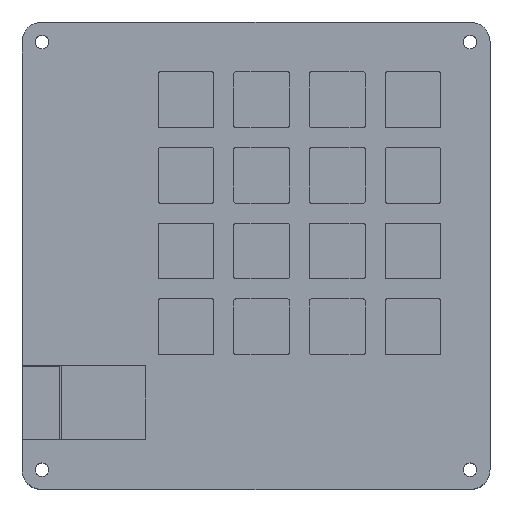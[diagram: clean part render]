
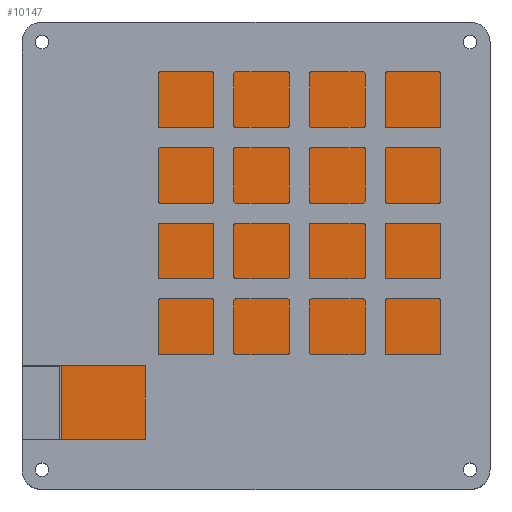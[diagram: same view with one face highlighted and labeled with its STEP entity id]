
A CAD part, top view. The second image highlights one B-rep face of the part: STEP entity #10147.
In plain terms, the highlighted planar face has unit normal (0, 0, 1).
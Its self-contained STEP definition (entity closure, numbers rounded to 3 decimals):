
#1029=PLANE('',#10622);
#1561=FACE_OUTER_BOUND('',#2167,.T.);
#2167=EDGE_LOOP('',(#9525,#9526,#9527,#9528));
#3007=LINE('',#19524,#3855);
#3010=LINE('',#19530,#3858);
#3013=LINE('',#19536,#3861);
#3016=LINE('',#19540,#3864);
#3855=VECTOR('',#12373,10.);
#3858=VECTOR('',#12378,10.);
#3861=VECTOR('',#12383,10.);
#3864=VECTOR('',#12388,10.);
#5027=VERTEX_POINT('',#19521);
#5028=VERTEX_POINT('',#19523);
#5030=VERTEX_POINT('',#19529);
#5032=VERTEX_POINT('',#19535);
#6523=EDGE_CURVE('',#5028,#5027,#3007,.T.);
#6526=EDGE_CURVE('',#5030,#5028,#3010,.T.);
#6529=EDGE_CURVE('',#5032,#5030,#3013,.T.);
#6532=EDGE_CURVE('',#5027,#5032,#3016,.T.);
#9525=ORIENTED_EDGE('',*,*,#6532,.T.);
#9526=ORIENTED_EDGE('',*,*,#6529,.T.);
#9527=ORIENTED_EDGE('',*,*,#6526,.T.);
#9528=ORIENTED_EDGE('',*,*,#6523,.T.);
#10147=ADVANCED_FACE('',(#1561),#1029,.T.);
#10622=AXIS2_PLACEMENT_3D('',#19541,#12389,#12390);
#12373=DIRECTION('',(-1.,0.,0.));
#12378=DIRECTION('',(0.,1.,0.));
#12383=DIRECTION('',(1.,0.,0.));
#12388=DIRECTION('',(0.,-1.,0.));
#12389=DIRECTION('center_axis',(0.,0.,1.));
#12390=DIRECTION('ref_axis',(1.,0.,0.));
#19521=CARTESIAN_POINT('',(10.,-9.869,6.5));
#19523=CARTESIAN_POINT('',(107.769,-9.869,6.5));
#19524=CARTESIAN_POINT('',(107.769,-9.869,6.5));
#19529=CARTESIAN_POINT('',(107.769,-107.5,6.5));
#19530=CARTESIAN_POINT('',(107.769,-242.5,6.5));
#19535=CARTESIAN_POINT('',(10.,-107.5,6.5));
#19536=CARTESIAN_POINT('',(10.,-107.5,6.5));
#19540=CARTESIAN_POINT('',(10.,-144.869,6.5));
#19541=CARTESIAN_POINT('Origin',(58.885,-193.685,6.5));
